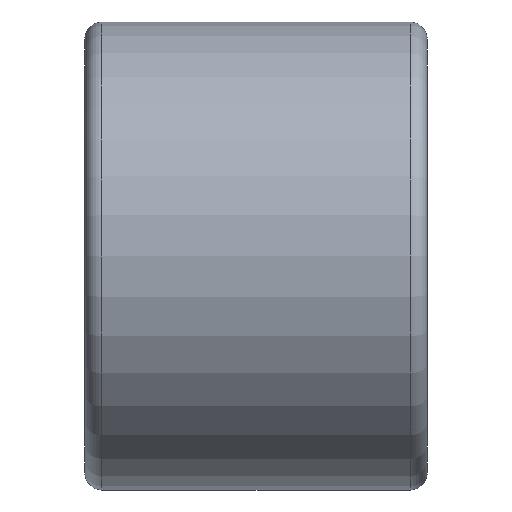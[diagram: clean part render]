
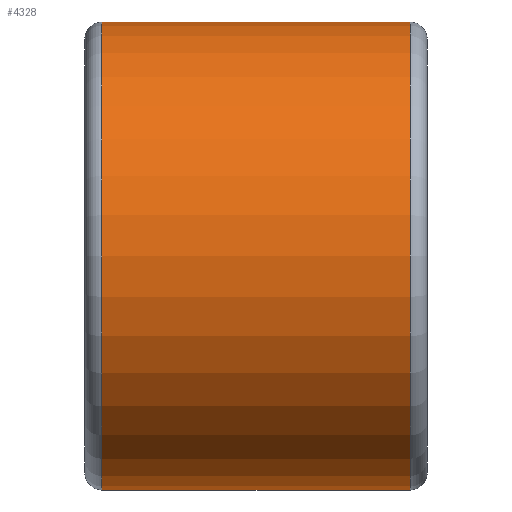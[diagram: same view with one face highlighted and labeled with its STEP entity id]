
A CAD part, front view. The second image highlights one B-rep face of the part: STEP entity #4328.
In plain terms, the highlighted cylindrical face has radius 41 mm (diameter 82 mm), a partial arc.
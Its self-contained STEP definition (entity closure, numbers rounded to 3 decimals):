
#108 = DIRECTION ( 'NONE',  ( -1., 0., 0. ) ) ;
#153 = DIRECTION ( 'NONE',  ( -1., 0., 0. ) ) ;
#264 = CIRCLE ( 'NONE', #1878, 41. ) ;
#606 = LINE ( 'NONE', #3784, #4610 ) ;
#706 = DIRECTION ( 'NONE',  ( 1., 0., 0. ) ) ;
#827 = CARTESIAN_POINT ( 'NONE',  ( 57., 0., -41. ) ) ;
#847 = CARTESIAN_POINT ( 'NONE',  ( 0., 0., -41. ) ) ;
#1208 = CIRCLE ( 'NONE', #4486, 41. ) ;
#1248 = VERTEX_POINT ( 'NONE', #6295 ) ;
#1374 = DIRECTION ( 'NONE',  ( -1., 0., 0. ) ) ;
#1758 = ORIENTED_EDGE ( 'NONE', *, *, #3651, .T. ) ;
#1878 = AXIS2_PLACEMENT_3D ( 'NONE', #3811, #706, #4365 ) ;
#1997 = VECTOR ( 'NONE', #1374, 1000. ) ;
#2127 = EDGE_CURVE ( 'NONE', #4511, #4103, #1208, .T. ) ;
#2212 = DIRECTION ( 'NONE',  ( 0., 0., 1. ) ) ;
#2288 = CYLINDRICAL_SURFACE ( 'NONE', #2501, 41. ) ;
#2408 = VERTEX_POINT ( 'NONE', #4301 ) ;
#2501 = AXIS2_PLACEMENT_3D ( 'NONE', #5361, #108, #2212 ) ;
#2817 = ORIENTED_EDGE ( 'NONE', *, *, #3812, .F. ) ;
#3419 = DIRECTION ( 'NONE',  ( 0., 0., 1. ) ) ;
#3561 = CARTESIAN_POINT ( 'NONE',  ( 57., 0., 41. ) ) ;
#3651 = EDGE_CURVE ( 'NONE', #4103, #1248, #606, .T. ) ;
#3669 = EDGE_CURVE ( 'NONE', #1248, #2408, #264, .T. ) ;
#3784 = CARTESIAN_POINT ( 'NONE',  ( 0., 0., 41. ) ) ;
#3811 = CARTESIAN_POINT ( 'NONE',  ( 3., 0., 0. ) ) ;
#3812 = EDGE_CURVE ( 'NONE', #4511, #2408, #6208, .T. ) ;
#4103 = VERTEX_POINT ( 'NONE', #3561 ) ;
#4175 = FACE_OUTER_BOUND ( 'NONE', #5384, .T. ) ;
#4239 = CARTESIAN_POINT ( 'NONE',  ( 57., 0., 0. ) ) ;
#4301 = CARTESIAN_POINT ( 'NONE',  ( 3., 0., -41. ) ) ;
#4328 = ADVANCED_FACE ( 'NONE', ( #4175 ), #2288, .T. ) ;
#4348 = ORIENTED_EDGE ( 'NONE', *, *, #3669, .T. ) ;
#4365 = DIRECTION ( 'NONE',  ( 0., 0., -1. ) ) ;
#4479 = ORIENTED_EDGE ( 'NONE', *, *, #2127, .T. ) ;
#4486 = AXIS2_PLACEMENT_3D ( 'NONE', #4239, #4496, #3419 ) ;
#4496 = DIRECTION ( 'NONE',  ( -1., 0., 0. ) ) ;
#4511 = VERTEX_POINT ( 'NONE', #827 ) ;
#4610 = VECTOR ( 'NONE', #153, 1000. ) ;
#5361 = CARTESIAN_POINT ( 'NONE',  ( 0., 0., 0. ) ) ;
#5384 = EDGE_LOOP ( 'NONE', ( #2817, #4479, #1758, #4348 ) ) ;
#6208 = LINE ( 'NONE', #847, #1997 ) ;
#6295 = CARTESIAN_POINT ( 'NONE',  ( 3., 0., 41. ) ) ;
